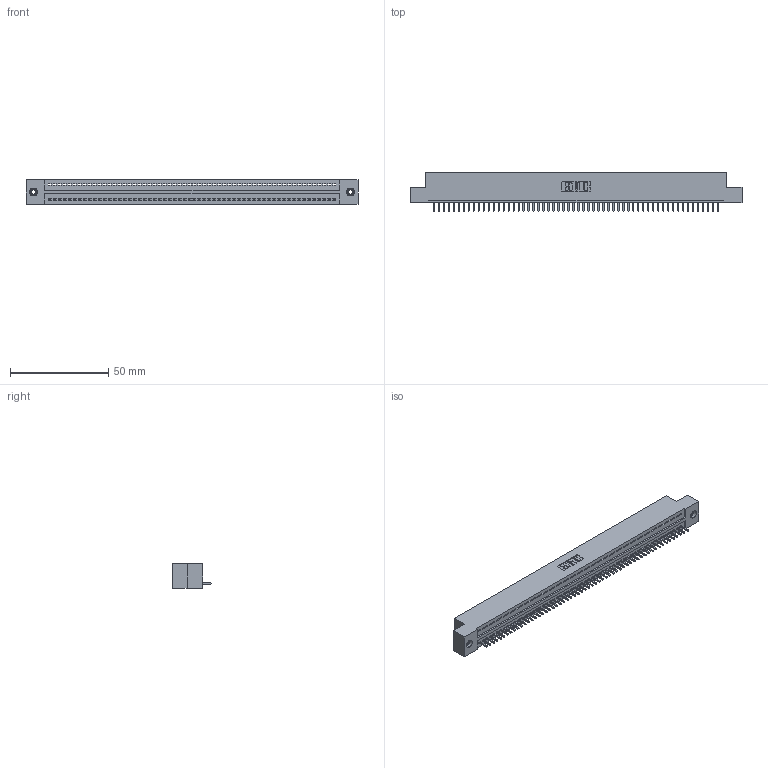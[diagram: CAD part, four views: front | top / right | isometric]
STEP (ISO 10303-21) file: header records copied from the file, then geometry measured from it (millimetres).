
FILE_DESCRIPTION (( 'STEP AP203' ), '1' );
FILE_NAME ('325-058-520-108.STEP', '2020-02-25T01:57:55', ( '' ), ( '' ), 'SwSTEP 2.0', 'SolidWorks 2016', '' );
FILE_SCHEMA (( 'CONFIG_CONTROL_DESIGN' ));
Length unit declared in the file: inch
Products named in the file (4): 325-292-001_325-293-120; 325-058-520-108; 345-250-001_345-250-003-102; 325 Part_TI
Assembly tree (61 placements, depth 2):
  325-058-520-108
    325 Part_TI
    325-292-001_325-293-120  x58
    345-250-001_345-250-003-102  x2
Bounding box: 169.04 x 19.68 x 12.45 mm (x, y, z)
Volume: 21428.7 mm3; surface area: 23087.9 mm2
Topology: 61 solids, 61 shells, 3538 faces, 10655 edges, 7018 vertices
Faces by surface type: plane 2538, cylinder 984, cone 12, torus 4
Entity records: 34592 total; most frequent: CARTESIAN_POINT 5947, ORIENTED_EDGE 5934, DIRECTION 5017, EDGE_CURVE 2967, VECTOR 2819, LINE 2819, VERTEX_POINT 1972, AXIS2_PLACEMENT_3D 1099
